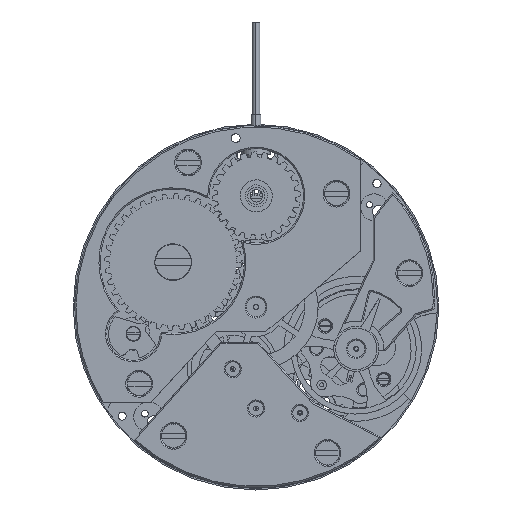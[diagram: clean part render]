
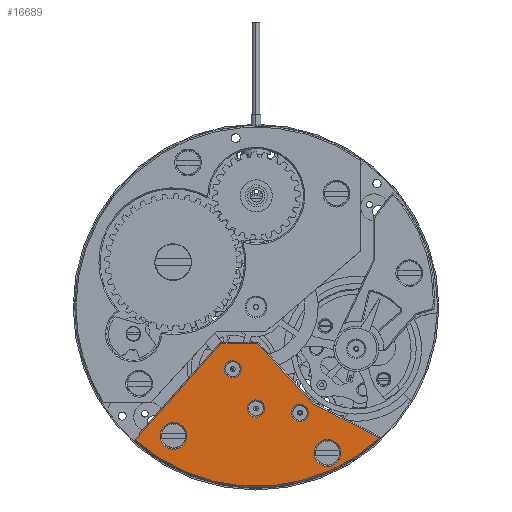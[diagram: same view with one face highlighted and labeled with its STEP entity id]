
A CAD part, top view. The second image highlights one B-rep face of the part: STEP entity #16689.
In plain terms, the highlighted planar face has unit normal (0, 0, 1).
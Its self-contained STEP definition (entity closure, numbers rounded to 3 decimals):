
#15660=CARTESIAN_POINT('',(-33.848,-52.847,17.));
#15661=DIRECTION('',(0.,0.,-1.));
#15662=DIRECTION('',(0.457,0.889,0.));
#15663=AXIS2_PLACEMENT_3D('',#15660,#15661,#15662);
#15668=CARTESIAN_POINT('',(-33.848,-52.847,17.));
#15669=DIRECTION('',(0.,0.,-1.));
#15670=DIRECTION('',(-0.457,-0.889,0.));
#15671=AXIS2_PLACEMENT_3D('',#15668,#15669,#15670);
#15676=CARTESIAN_POINT('',(29.352,-59.847,17.));
#15677=DIRECTION('',(0.,0.,-1.));
#15678=DIRECTION('',(0.457,0.889,0.));
#15679=AXIS2_PLACEMENT_3D('',#15676,#15677,#15678);
#15684=CARTESIAN_POINT('',(29.352,-59.847,17.));
#15685=DIRECTION('',(0.,0.,-1.));
#15686=DIRECTION('',(-0.457,-0.889,0.));
#15687=AXIS2_PLACEMENT_3D('',#15684,#15685,#15686);
#15692=DIRECTION('',(-0.664,-0.748,0.));
#15693=VECTOR('',#15692,52.756);
#15694=CARTESIAN_POINT('',(-14.408,-15.052,17.));
#15695=LINE('',#15694,#15693);
#15699=DIRECTION('',(-1.,0.001,0.));
#15700=VECTOR('',#15699,15.098);
#15701=CARTESIAN_POINT('',(0.691,-15.062,17.));
#15702=LINE('',#15701,#15700);
#15706=DIRECTION('',(-0.677,0.736,0.));
#15707=VECTOR('',#15706,33.334);
#15708=CARTESIAN_POINT('',(23.273,-39.582,17.));
#15709=LINE('',#15708,#15707);
#15713=DIRECTION('',(-0.889,0.457,0.));
#15714=VECTOR('',#15713,30.698);
#15715=CARTESIAN_POINT('',(50.572,-53.623,17.));
#15716=LINE('',#15715,#15714);
#15720=CARTESIAN_POINT('',(0.092,0.23,17.));
#15721=DIRECTION('',(0.,0.,1.));
#15722=DIRECTION('',(-0.671,-0.741,0.));
#15723=AXIS2_PLACEMENT_3D('',#15720,#15721,#15722);
#15728=CARTESIAN_POINT('',(-9.536,-25.473,17.));
#15729=DIRECTION('',(0.,0.,-1.));
#15730=DIRECTION('',(0.736,0.677,0.));
#15731=AXIS2_PLACEMENT_3D('',#15728,#15729,#15730);
#15736=CARTESIAN_POINT('',(-9.536,-25.473,17.));
#15737=DIRECTION('',(0.,0.,-1.));
#15738=DIRECTION('',(-0.736,-0.677,0.));
#15739=AXIS2_PLACEMENT_3D('',#15736,#15737,#15738);
#15744=CARTESIAN_POINT('',(18.048,-43.401,17.));
#15745=DIRECTION('',(0.,0.,-1.));
#15746=DIRECTION('',(0.736,0.677,0.));
#15747=AXIS2_PLACEMENT_3D('',#15744,#15745,#15746);
#15752=CARTESIAN_POINT('',(18.048,-43.401,17.));
#15753=DIRECTION('',(0.,0.,-1.));
#15754=DIRECTION('',(-0.736,-0.677,0.));
#15755=AXIS2_PLACEMENT_3D('',#15752,#15753,#15754);
#15760=CARTESIAN_POINT('',(0.039,-41.608,17.));
#15761=DIRECTION('',(0.,0.,-1.));
#15762=DIRECTION('',(0.736,0.677,0.));
#15763=AXIS2_PLACEMENT_3D('',#15760,#15761,#15762);
#15768=CARTESIAN_POINT('',(0.039,-41.608,17.));
#15769=DIRECTION('',(0.,0.,-1.));
#15770=DIRECTION('',(-0.736,-0.677,0.));
#15771=AXIS2_PLACEMENT_3D('',#15768,#15769,#15770);
#15968=CARTESIAN_POINT('',(-49.436,-54.5,17.));
#16062=CARTESIAN_POINT('',(50.572,-53.623,17.));
#16411=CARTESIAN_POINT('',(0.691,-15.062,17.));
#16412=CARTESIAN_POINT('',(-14.408,-15.052,17.));
#16413=VERTEX_POINT('',#16411);
#16414=VERTEX_POINT('',#16412);
#16431=CARTESIAN_POINT('',(23.273,-39.582,17.));
#16432=VERTEX_POINT('',#16431);
#16439=VERTEX_POINT('',#15968);
#16442=VERTEX_POINT('',#16062);
#16444=CARTESIAN_POINT('',(-2.535,-43.979,17.));
#16446=VERTEX_POINT('',#16444);
#16448=CARTESIAN_POINT('',(2.614,-39.237,17.));
#16450=VERTEX_POINT('',#16448);
#16452=CARTESIAN_POINT('',(15.474,-45.772,17.));
#16454=VERTEX_POINT('',#16452);
#16456=CARTESIAN_POINT('',(20.623,-41.03,17.));
#16458=VERTEX_POINT('',#16456);
#16460=CARTESIAN_POINT('',(-12.11,-27.844,17.));
#16462=VERTEX_POINT('',#16460);
#16464=CARTESIAN_POINT('',(-6.961,-23.102,17.));
#16466=VERTEX_POINT('',#16464);
#16508=CARTESIAN_POINT('',(26.836,-64.738,17.));
#16510=VERTEX_POINT('',#16508);
#16512=CARTESIAN_POINT('',(31.867,-54.956,17.));
#16514=VERTEX_POINT('',#16512);
#16515=CARTESIAN_POINT('',(-36.364,-57.738,17.));
#16516=VERTEX_POINT('',#16515);
#16517=CARTESIAN_POINT('',(-31.333,-47.956,17.));
#16518=VERTEX_POINT('',#16517);
#16644=CARTESIAN_POINT('',(-0.73,-48.034,17.));
#16645=DIRECTION('',(0.,0.,1.));
#16646=DIRECTION('',(1.,0.,0.));
#16647=AXIS2_PLACEMENT_3D('',#16644,#16645,#16646);
#16648=PLANE('',#16647);
#16650=ORIENTED_EDGE('',*,*,#16649,.F.);
#16652=ORIENTED_EDGE('',*,*,#16651,.F.);
#16654=ORIENTED_EDGE('',*,*,#16653,.F.);
#16656=ORIENTED_EDGE('',*,*,#16655,.F.);
#16658=ORIENTED_EDGE('',*,*,#16657,.F.);
#16659=EDGE_LOOP('',(#16650,#16652,#16654,#16656,#16658));
#16660=FACE_OUTER_BOUND('',#16659,.F.);
#16662=ORIENTED_EDGE('',*,*,#16661,.F.);
#16664=ORIENTED_EDGE('',*,*,#16663,.F.);
#16665=EDGE_LOOP('',(#16662,#16664));
#16666=FACE_BOUND('',#16665,.F.);
#16668=ORIENTED_EDGE('',*,*,#16667,.F.);
#16670=ORIENTED_EDGE('',*,*,#16669,.F.);
#16671=EDGE_LOOP('',(#16668,#16670));
#16672=FACE_BOUND('',#16671,.F.);
#16674=ORIENTED_EDGE('',*,*,#16673,.F.);
#16676=ORIENTED_EDGE('',*,*,#16675,.F.);
#16677=EDGE_LOOP('',(#16674,#16676));
#16678=FACE_BOUND('',#16677,.F.);
#16680=ORIENTED_EDGE('',*,*,#16679,.F.);
#16682=ORIENTED_EDGE('',*,*,#16681,.F.);
#16683=EDGE_LOOP('',(#16680,#16682));
#16684=FACE_BOUND('',#16683,.F.);
#16685=ORIENTED_EDGE('',*,*,#16638,.F.);
#16686=ORIENTED_EDGE('',*,*,#16546,.F.);
#16687=EDGE_LOOP('',(#16685,#16686));
#16688=FACE_BOUND('',#16687,.F.);
#15664=CIRCLE('',#15663,5.5);
#15672=CIRCLE('',#15671,5.5);
#15680=CIRCLE('',#15679,5.5);
#15688=CIRCLE('',#15687,5.5);
#15724=CIRCLE('',#15723,73.813);
#15732=CIRCLE('',#15731,3.5);
#15740=CIRCLE('',#15739,3.5);
#15748=CIRCLE('',#15747,3.5);
#15756=CIRCLE('',#15755,3.5);
#15764=CIRCLE('',#15763,3.5);
#15772=CIRCLE('',#15771,3.5);
#16546=EDGE_CURVE('',#16446,#16450,#15772,.T.);
#16638=EDGE_CURVE('',#16450,#16446,#15764,.T.);
#16649=EDGE_CURVE('',#16414,#16439,#15695,.T.);
#16651=EDGE_CURVE('',#16413,#16414,#15702,.T.);
#16653=EDGE_CURVE('',#16432,#16413,#15709,.T.);
#16655=EDGE_CURVE('',#16442,#16432,#15716,.T.);
#16657=EDGE_CURVE('',#16439,#16442,#15724,.T.);
#16661=EDGE_CURVE('',#16514,#16510,#15680,.T.);
#16663=EDGE_CURVE('',#16510,#16514,#15688,.T.);
#16667=EDGE_CURVE('',#16518,#16516,#15664,.T.);
#16669=EDGE_CURVE('',#16516,#16518,#15672,.T.);
#16673=EDGE_CURVE('',#16466,#16462,#15732,.T.);
#16675=EDGE_CURVE('',#16462,#16466,#15740,.T.);
#16679=EDGE_CURVE('',#16458,#16454,#15748,.T.);
#16681=EDGE_CURVE('',#16454,#16458,#15756,.T.);
#16689=ADVANCED_FACE('',(#16660,#16666,#16672,#16678,#16684,#16688),#16648,.T.);
